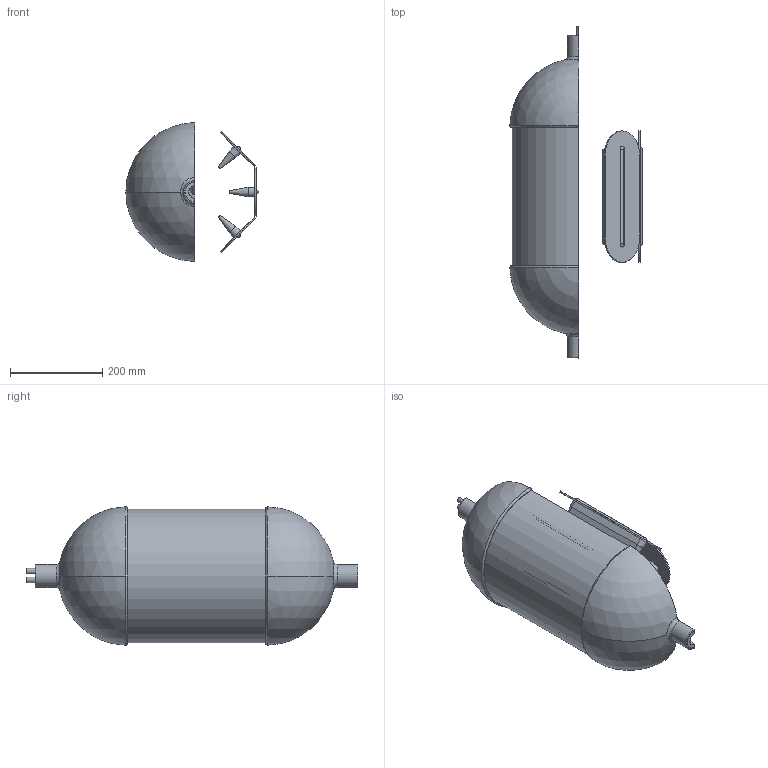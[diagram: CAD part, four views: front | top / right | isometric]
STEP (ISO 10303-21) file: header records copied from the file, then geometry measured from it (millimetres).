
FILE_DESCRIPTION (( 'STEP AP203' ), '1' );
FILE_NAME ('vicolo di pressione 005.STEP', '2016-04-29T10:43:03', ( ' ' ), ( ' ' ), 'SwSTEP 2.0', 'SolidWorks 2010', '' );
FILE_SCHEMA (( 'CONFIG_CONTROL_DESIGN' ));
Length unit declared in the file: millimetre
Products named in the file (8): FINS 1; vicolo di pressione 005; v icolo di pressione; glass tube boron coted; tapa; terbine steam
Assembly tree (12 placements, depth 2):
  vicolo di pressione 005
    glass tube boron coted
    terbine steam
    v icolo di pressione
    tapa
    FINS 1  x6
    FINS 1
    FINS 1
Bounding box: 286.94 x 720 x 299.89 mm (x, y, z)
Volume: 3800765 mm3; surface area: 1456918 mm2
Topology: 12 solids, 12 shells, 292 faces, 725 edges, 474 vertices
Faces by surface type: plane 151, cylinder 81, cone 34, torus 18, sphere 8
Entity records: 7749 total; most frequent: CARTESIAN_POINT 1824, DIRECTION 1099, ORIENTED_EDGE 1010, EDGE_CURVE 505, AXIS2_PLACEMENT_3D 407, VERTEX_POINT 334, LINE 285, VECTOR 285
